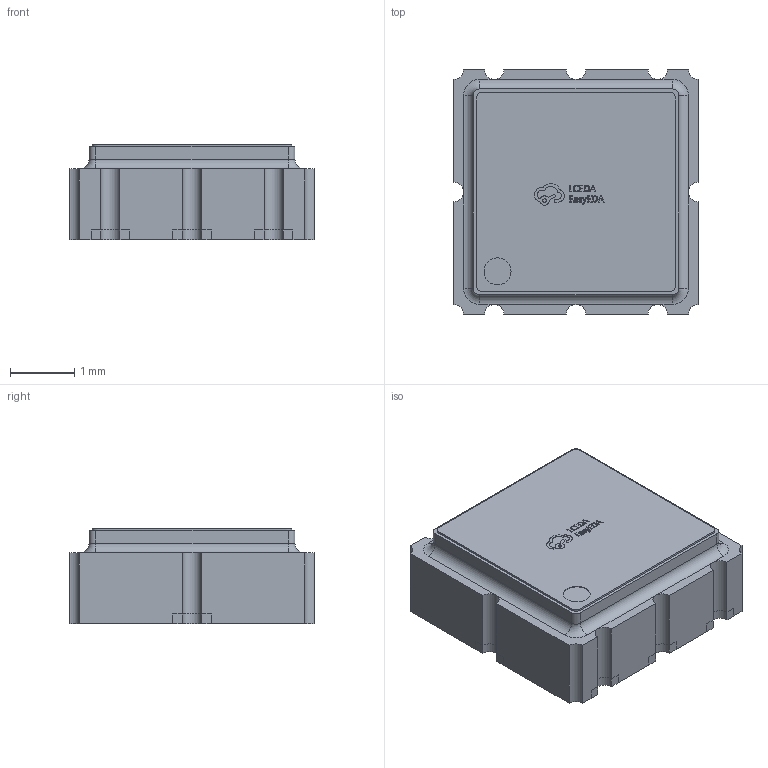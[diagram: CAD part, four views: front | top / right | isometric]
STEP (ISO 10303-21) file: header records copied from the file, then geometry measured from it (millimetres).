
FILE_DESCRIPTION (( 'STEP AP214' ), '1' );
FILE_NAME ('LCC-8_L3.8-W3.8-P1.27-BL.step', '2022-07-08T04:02:44', ( '' ), ( '' ), 'SwSTEP 2.0', 'SolidWorks 2020', '' );
FILE_SCHEMA (( 'AUTOMOTIVE_DESIGN' ));
Length unit declared in the file: millimetre
Products named in the file (1): LCC-8_L3.8-W3.8-P1.27-BL
Bounding box: 3.8 x 3.8 x 1.48 mm (x, y, z)
Volume: 19.4 mm3; surface area: 66.2 mm2
Topology: 9 solids, 9 shells, 445 faces, 1180 edges, 781 vertices
Faces by surface type: plane 293, bspline 112, cylinder 36, torus 4
Entity records: 19874 total; most frequent: CARTESIAN_POINT 4511, ORIENTED_EDGE 2360, DIRECTION 1703, EDGE_CURVE 1180, LINE 869, VECTOR 869, VERTEX_POINT 781, EDGE_LOOP 473
